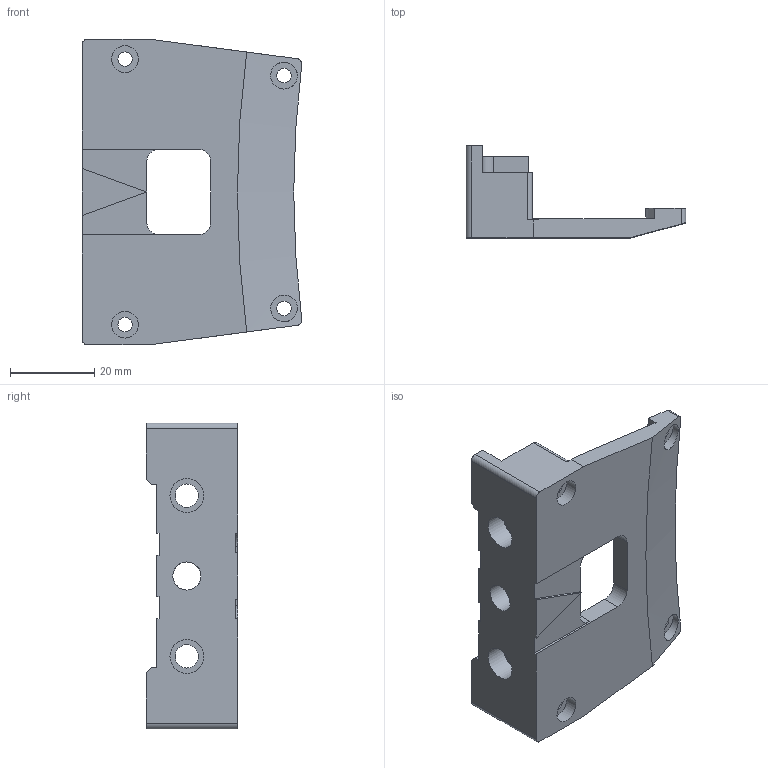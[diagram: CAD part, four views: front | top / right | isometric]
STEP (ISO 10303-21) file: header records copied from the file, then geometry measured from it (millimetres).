
FILE_DESCRIPTION(/* description */ ('NP2 ARC SLIDER WIDE CARR'),/* implementation_level */ '2;1');
FILE_NAME(/* name */ '51018 NP2 ARC SLIDER WIDE CARR Rev -.stp',/* time_stamp */ '2022-08-13T15:19:23-04:00',/* author */ ('jonba'),/* organization */ (''),/* preprocessor_version */ 'ST-DEVELOPER v18.1',/* originating_system */ 'Autodesk Inventor 2022',/* authorisation */ '');
FILE_SCHEMA (('AUTOMOTIVE_DESIGN { 1 0 10303 214 3 1 1 }'));
Length unit declared in the file: inch
Products named in the file (1): 51018
Bounding box: 52.01 x 21.72 x 72.39 mm (x, y, z)
Volume: 25865.9 mm3; surface area: 11975.7 mm2
Topology: 1 solids, 1 shells, 79 faces, 213 edges, 143 vertices
Faces by surface type: plane 47, cylinder 31, cone 1
Full cylindrical faces by diameter (mm): 3.404 x4, 5.512 x2, 6.35 x4, 6.647 x1, 8.014 x2, 9.525 x2
Entity records: 2746 total; most frequent: CARTESIAN_POINT 628, ORIENTED_EDGE 426, DIRECTION 423, EDGE_CURVE 213, VERTEX_POINT 143, AXIS2_PLACEMENT_3D 142, LINE 139, VECTOR 139
